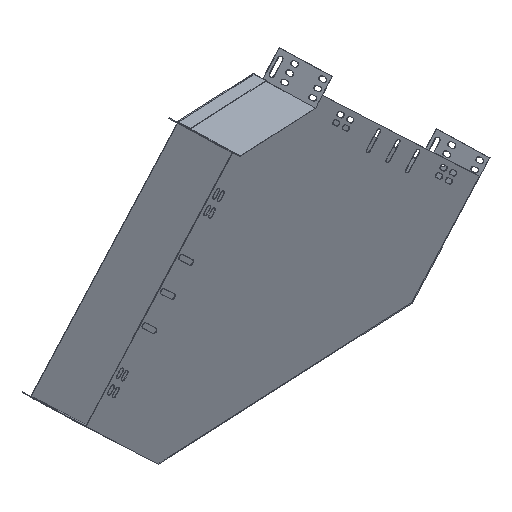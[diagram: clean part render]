
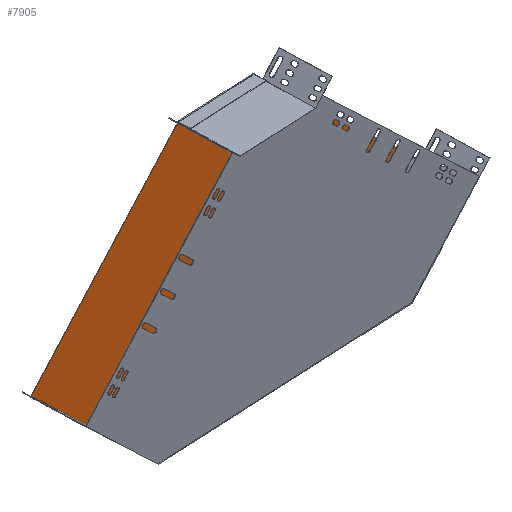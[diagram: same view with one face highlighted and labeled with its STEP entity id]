
A CAD part, isometric view. The second image highlights one B-rep face of the part: STEP entity #7905.
In plain terms, the highlighted planar face has unit normal (0.022, -1, 0.006).
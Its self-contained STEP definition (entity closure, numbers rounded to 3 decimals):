
#19 = CARTESIAN_POINT ( 'NONE',  ( -96.286, -61.221, 364.598 ) ) ;
#91 = ORIENTED_EDGE ( 'NONE', *, *, #2995, .T. ) ;
#404 = CARTESIAN_POINT ( 'NONE',  ( 194.806, -56.643, 88.32 ) ) ;
#462 = DIRECTION ( 'NONE',  ( 0.027, -0.006, -1. ) ) ;
#479 = DIRECTION ( 'NONE',  ( 0.726, 0.011, -0.688 ) ) ;
#635 = ORIENTED_EDGE ( 'NONE', *, *, #2915, .F. ) ;
#640 = VECTOR ( 'NONE', #5171, 1000. ) ;
#671 = VECTOR ( 'NONE', #845, 1000. ) ;
#737 = LINE ( 'NONE', #4602, #5723 ) ;
#845 = DIRECTION ( 'NONE',  ( 0.027, -0.006, -1. ) ) ;
#989 = ORIENTED_EDGE ( 'NONE', *, *, #3864, .F. ) ;
#1186 = PLANE ( 'NONE',  #4639 ) ;
#1278 = VECTOR ( 'NONE', #6188, 1000. ) ;
#1298 = ORIENTED_EDGE ( 'NONE', *, *, #5039, .F. ) ;
#1382 = DIRECTION ( 'NONE',  ( 0.027, -0.006, -1. ) ) ;
#1507 = ORIENTED_EDGE ( 'NONE', *, *, #3270, .T. ) ;
#1626 = LINE ( 'NONE', #4072, #8408 ) ;
#1780 = VERTEX_POINT ( 'NONE', #6323 ) ;
#1814 = CARTESIAN_POINT ( 'NONE',  ( -96.299, -61.218, 365.098 ) ) ;
#1830 = DIRECTION ( 'NONE',  ( -0.027, 0.006, 1. ) ) ;
#1871 = DIRECTION ( 'NONE',  ( 0.022, -1., 0.006 ) ) ;
#1924 = CARTESIAN_POINT ( 'NONE',  ( -237.339, -64.317, 360.784 ) ) ;
#1942 = ORIENTED_EDGE ( 'NONE', *, *, #4458, .T. ) ;
#1948 = CARTESIAN_POINT ( 'NONE',  ( 80.617, -59.899, -32.259 ) ) ;
#2172 = LINE ( 'NONE', #1924, #5363 ) ;
#2408 = CARTESIAN_POINT ( 'NONE',  ( 194.806, -56.643, 88.32 ) ) ;
#2453 = LINE ( 'NONE', #2408, #640 ) ;
#2685 = ORIENTED_EDGE ( 'NONE', *, *, #3190, .F. ) ;
#2887 = LINE ( 'NONE', #4246, #1278 ) ;
#2915 = EDGE_CURVE ( 'NONE', #1780, #8013, #8327, .T. ) ;
#2995 = EDGE_CURVE ( 'NONE', #8070, #3579, #4543, .T. ) ;
#3014 = LINE ( 'NONE', #1814, #4633 ) ;
#3036 = VERTEX_POINT ( 'NONE', #5777 ) ;
#3190 = EDGE_CURVE ( 'NONE', #3036, #3579, #2172, .T. ) ;
#3270 = EDGE_CURVE ( 'NONE', #7172, #8070, #6263, .T. ) ;
#3480 = CARTESIAN_POINT ( 'NONE',  ( -513.003, -72.181, 69.181 ) ) ;
#3495 = DIRECTION ( 'NONE',  ( 0.726, 0.011, -0.688 ) ) ;
#3579 = VERTEX_POINT ( 'NONE', #8365 ) ;
#3590 = EDGE_CURVE ( 'NONE', #7172, #1780, #3014, .T. ) ;
#3803 = FACE_OUTER_BOUND ( 'NONE', #8496, .T. ) ;
#3864 = EDGE_CURVE ( 'NONE', #8013, #7712, #1626, .T. ) ;
#4072 = CARTESIAN_POINT ( 'NONE',  ( 194.793, -56.64, 88.82 ) ) ;
#4154 = EDGE_CURVE ( 'NONE', #7712, #5110, #2453, .T. ) ;
#4246 = CARTESIAN_POINT ( 'NONE',  ( 80.617, -59.899, -32.259 ) ) ;
#4458 = EDGE_CURVE ( 'NONE', #6273, #5110, #2887, .T. ) ;
#4543 = LINE ( 'NONE', #8132, #671 ) ;
#4602 = CARTESIAN_POINT ( 'NONE',  ( -513.003, -72.181, 69.181 ) ) ;
#4633 = VECTOR ( 'NONE', #462, 1000. ) ;
#4639 = AXIS2_PLACEMENT_3D ( 'NONE', #5909, #1871, #6547 ) ;
#4721 = LINE ( 'NONE', #5860, #6230 ) ;
#4723 = EDGE_CURVE ( 'NONE', #6210, #6273, #737, .T. ) ;
#4797 = CARTESIAN_POINT ( 'NONE',  ( -237.352, -64.314, 361.284 ) ) ;
#4939 = CARTESIAN_POINT ( 'NONE',  ( -392.434, -70.284, -45.05 ) ) ;
#5039 = EDGE_CURVE ( 'NONE', #6210, #3036, #4721, .T. ) ;
#5110 = VERTEX_POINT ( 'NONE', #1948 ) ;
#5171 = DIRECTION ( 'NONE',  ( -0.687, -0.02, -0.726 ) ) ;
#5363 = VECTOR ( 'NONE', #5952, 1000. ) ;
#5379 = CARTESIAN_POINT ( 'NONE',  ( -237.352, -64.314, 361.284 ) ) ;
#5445 = DIRECTION ( 'NONE',  ( -0.999, -0.022, -0.027 ) ) ;
#5723 = VECTOR ( 'NONE', #479, 1000. ) ;
#5745 = ORIENTED_EDGE ( 'NONE', *, *, #4154, .F. ) ;
#5777 = CARTESIAN_POINT ( 'NONE',  ( -513.016, -72.178, 69.681 ) ) ;
#5860 = CARTESIAN_POINT ( 'NONE',  ( -513.003, -72.181, 69.181 ) ) ;
#5909 = CARTESIAN_POINT ( 'NONE',  ( 194.793, -56.64, 88.82 ) ) ;
#5952 = DIRECTION ( 'NONE',  ( 0.687, 0.02, 0.726 ) ) ;
#5963 = CARTESIAN_POINT ( 'NONE',  ( 194.793, -56.64, 88.82 ) ) ;
#6059 = VECTOR ( 'NONE', #5445, 1000. ) ;
#6188 = DIRECTION ( 'NONE',  ( 0.999, 0.022, 0.027 ) ) ;
#6210 = VERTEX_POINT ( 'NONE', #3480 ) ;
#6230 = VECTOR ( 'NONE', #1830, 1000. ) ;
#6263 = LINE ( 'NONE', #4797, #6059 ) ;
#6273 = VERTEX_POINT ( 'NONE', #4939 ) ;
#6323 = CARTESIAN_POINT ( 'NONE',  ( -96.286, -61.221, 364.598 ) ) ;
#6423 = ORIENTED_EDGE ( 'NONE', *, *, #3590, .F. ) ;
#6547 = DIRECTION ( 'NONE',  ( 0.027, -0.006, -1. ) ) ;
#6658 = VECTOR ( 'NONE', #3495, 1000. ) ;
#6695 = CARTESIAN_POINT ( 'NONE',  ( -96.299, -61.218, 365.098 ) ) ;
#7172 = VERTEX_POINT ( 'NONE', #6695 ) ;
#7712 = VERTEX_POINT ( 'NONE', #404 ) ;
#7905 = ADVANCED_FACE ( 'NONE', ( #3803 ), #1186, .T. ) ;
#8013 = VERTEX_POINT ( 'NONE', #5963 ) ;
#8070 = VERTEX_POINT ( 'NONE', #5379 ) ;
#8132 = CARTESIAN_POINT ( 'NONE',  ( -237.352, -64.314, 361.284 ) ) ;
#8327 = LINE ( 'NONE', #19, #6658 ) ;
#8365 = CARTESIAN_POINT ( 'NONE',  ( -237.339, -64.317, 360.784 ) ) ;
#8408 = VECTOR ( 'NONE', #1382, 1000. ) ;
#8496 = EDGE_LOOP ( 'NONE', ( #2685, #1298, #8509, #1942, #5745, #989, #635, #6423, #1507, #91 ) ) ;
#8509 = ORIENTED_EDGE ( 'NONE', *, *, #4723, .T. ) ;
